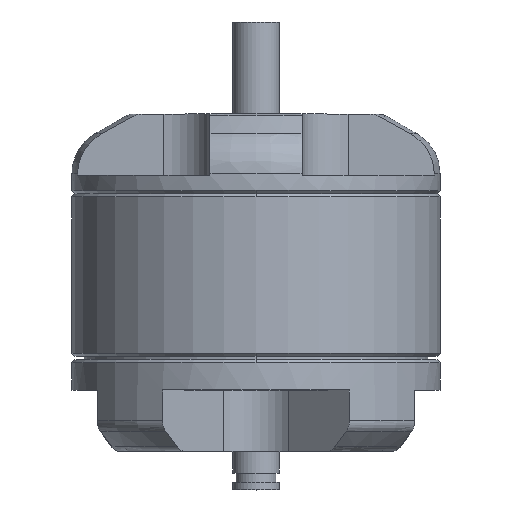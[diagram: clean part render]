
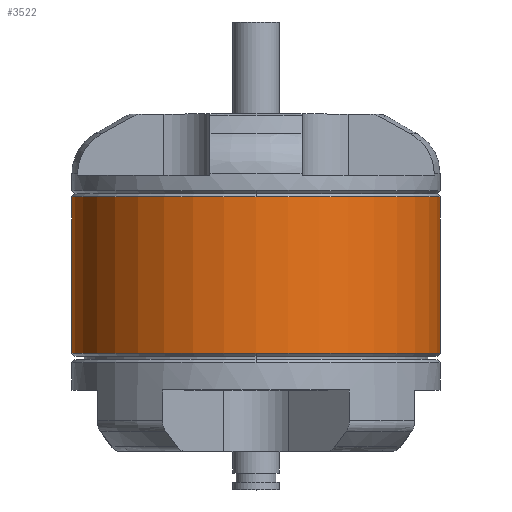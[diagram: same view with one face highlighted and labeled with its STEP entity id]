
A CAD part, top view. The second image highlights one B-rep face of the part: STEP entity #3522.
In plain terms, the highlighted cylindrical face has radius 6 mm (diameter 12 mm), a partial arc.
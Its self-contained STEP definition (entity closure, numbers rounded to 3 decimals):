
#239 = CARTESIAN_POINT ( 'NONE',  ( -6., 3.2, 0. ) ) ;
#325 = DIRECTION ( 'NONE',  ( 0., -1., 0. ) ) ;
#349 = VERTEX_POINT ( 'NONE', #772 ) ;
#358 = VERTEX_POINT ( 'NONE', #1577 ) ;
#459 = CIRCLE ( 'NONE', #1915, 6. ) ;
#494 = FACE_OUTER_BOUND ( 'NONE', #3664, .T. ) ;
#603 = CARTESIAN_POINT ( 'NONE',  ( 0., 8.3, 0. ) ) ;
#652 = EDGE_CURVE ( 'NONE', #349, #3960, #459, .T. ) ;
#769 = DIRECTION ( 'NONE',  ( -1., 0., 0. ) ) ;
#772 = CARTESIAN_POINT ( 'NONE',  ( 6., 8.3, 0. ) ) ;
#786 = ORIENTED_EDGE ( 'NONE', *, *, #4987, .T. ) ;
#848 = DIRECTION ( 'NONE',  ( 0., 1., 0. ) ) ;
#991 = CARTESIAN_POINT ( 'NONE',  ( 0., 3.2, 0. ) ) ;
#998 = VERTEX_POINT ( 'NONE', #239 ) ;
#1009 = DIRECTION ( 'NONE',  ( 0., 0., -1. ) ) ;
#1046 = CARTESIAN_POINT ( 'NONE',  ( -6., -1.25, 0. ) ) ;
#1156 = DIRECTION ( 'NONE',  ( 0., 1., 0. ) ) ;
#1300 = AXIS2_PLACEMENT_3D ( 'NONE', #2706, #325, #3107 ) ;
#1387 = CARTESIAN_POINT ( 'NONE',  ( 0., 8.3, 6. ) ) ;
#1395 = DIRECTION ( 'NONE',  ( 0., 0., -1. ) ) ;
#1430 = CYLINDRICAL_SURFACE ( 'NONE', #2629, 6. ) ;
#1471 = AXIS2_PLACEMENT_3D ( 'NONE', #991, #3803, #1395 ) ;
#1549 = CARTESIAN_POINT ( 'NONE',  ( 0., -1.25, 0. ) ) ;
#1577 = CARTESIAN_POINT ( 'NONE',  ( -6., 8.3, 0. ) ) ;
#1915 = AXIS2_PLACEMENT_3D ( 'NONE', #603, #3396, #1009 ) ;
#1958 = DIRECTION ( 'NONE',  ( 0., -1., 0. ) ) ;
#2401 = CARTESIAN_POINT ( 'NONE',  ( 0., 3.2, 6. ) ) ;
#2412 = CARTESIAN_POINT ( 'NONE',  ( 6., -1.25, 0. ) ) ;
#2629 = AXIS2_PLACEMENT_3D ( 'NONE', #1549, #1156, #769 ) ;
#2700 = AXIS2_PLACEMENT_3D ( 'NONE', #4363, #1958, #4758 ) ;
#2706 = CARTESIAN_POINT ( 'NONE',  ( 0., 8.3, 0. ) ) ;
#2827 = LINE ( 'NONE', #2412, #4853 ) ;
#2906 = ORIENTED_EDGE ( 'NONE', *, *, #4812, .F. ) ;
#2995 = CIRCLE ( 'NONE', #1300, 6. ) ;
#3107 = DIRECTION ( 'NONE',  ( 0., 0., -1. ) ) ;
#3221 = CIRCLE ( 'NONE', #1471, 6. ) ;
#3396 = DIRECTION ( 'NONE',  ( 0., -1., 0. ) ) ;
#3464 = ORIENTED_EDGE ( 'NONE', *, *, #4402, .T. ) ;
#3522 = ADVANCED_FACE ( 'NONE', ( #494 ), #1430, .T. ) ;
#3647 = VECTOR ( 'NONE', #4250, 1000. ) ;
#3664 = EDGE_LOOP ( 'NONE', ( #4635, #3464, #5142, #786, #4113, #2906 ) ) ;
#3803 = DIRECTION ( 'NONE',  ( 0., -1., 0. ) ) ;
#3960 = VERTEX_POINT ( 'NONE', #1387 ) ;
#4113 = ORIENTED_EDGE ( 'NONE', *, *, #4895, .F. ) ;
#4225 = VERTEX_POINT ( 'NONE', #2401 ) ;
#4250 = DIRECTION ( 'NONE',  ( 0., 1., 0. ) ) ;
#4363 = CARTESIAN_POINT ( 'NONE',  ( 0., 3.2, 0. ) ) ;
#4395 = VERTEX_POINT ( 'NONE', #4439 ) ;
#4402 = EDGE_CURVE ( 'NONE', #4395, #349, #2827, .T. ) ;
#4439 = CARTESIAN_POINT ( 'NONE',  ( 6., 3.2, 0. ) ) ;
#4566 = EDGE_CURVE ( 'NONE', #4395, #4225, #3221, .T. ) ;
#4635 = ORIENTED_EDGE ( 'NONE', *, *, #4566, .F. ) ;
#4648 = CIRCLE ( 'NONE', #2700, 6. ) ;
#4712 = LINE ( 'NONE', #1046, #3647 ) ;
#4758 = DIRECTION ( 'NONE',  ( 0., 0., -1. ) ) ;
#4812 = EDGE_CURVE ( 'NONE', #4225, #998, #4648, .T. ) ;
#4853 = VECTOR ( 'NONE', #848, 1000. ) ;
#4895 = EDGE_CURVE ( 'NONE', #998, #358, #4712, .T. ) ;
#4987 = EDGE_CURVE ( 'NONE', #3960, #358, #2995, .T. ) ;
#5142 = ORIENTED_EDGE ( 'NONE', *, *, #652, .T. ) ;
